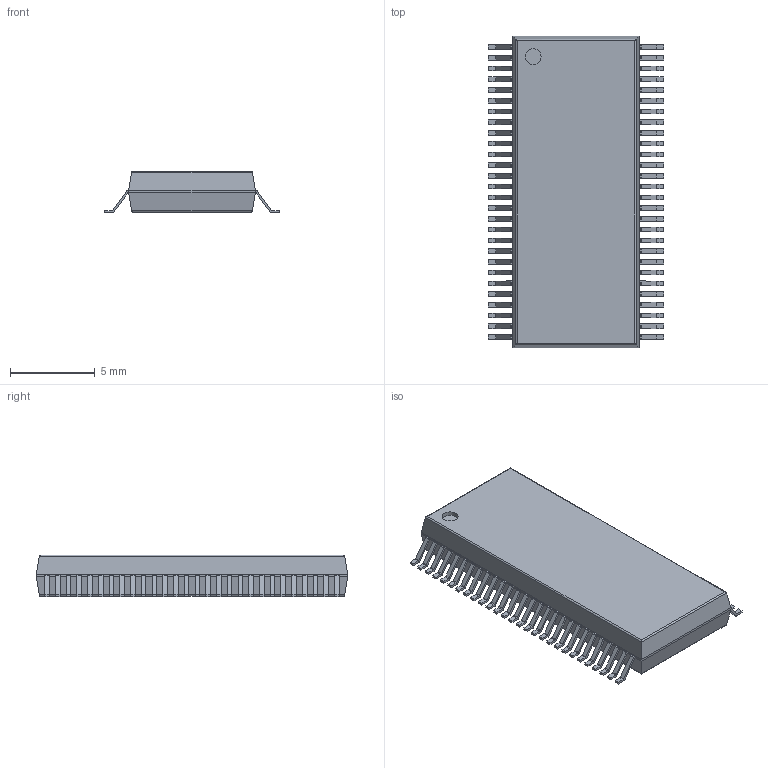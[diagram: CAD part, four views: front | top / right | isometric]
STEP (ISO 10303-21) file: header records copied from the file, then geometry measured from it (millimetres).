
FILE_DESCRIPTION(('FreeCAD Model'),'2;1');
FILE_NAME('748281.1.1.stp','2020-04-09T08:47:05',( 'Author'),(''),'Open CASCADE STEP processor 6.9','FreeCAD','Unknown' );
FILE_SCHEMA(('AUTOMOTIVE_DESIGN { 1 0 10303 214 1 1 1 1 }'));
Length unit declared in the file: millimetre
Products named in the file (3): ASSEMBLY; Body; PinsArrayLR
Assembly tree (2 placements, depth 2):
  ASSEMBLY
    Body
    PinsArrayLR
Bounding box: 10.35 x 18.41 x 2.48 mm (x, y, z)
Volume: 328.6 mm3; surface area: 476.5 mm2
Topology: 57 solids, 57 shells, 752 faces, 1895 edges, 1258 vertices
Faces by surface type: plane 575, cylinder 177
Full cylindrical faces by diameter (mm): 0.936 x1
Entity records: 47947 total; most frequent: CARTESIAN_POINT 8950, DIRECTION 7241, LINE 4869, VECTOR 4869, ORIENTED_EDGE 3790, PCURVE 3790, DEFINITIONAL_REPRESENTATION 3790, EDGE_CURVE 1895
